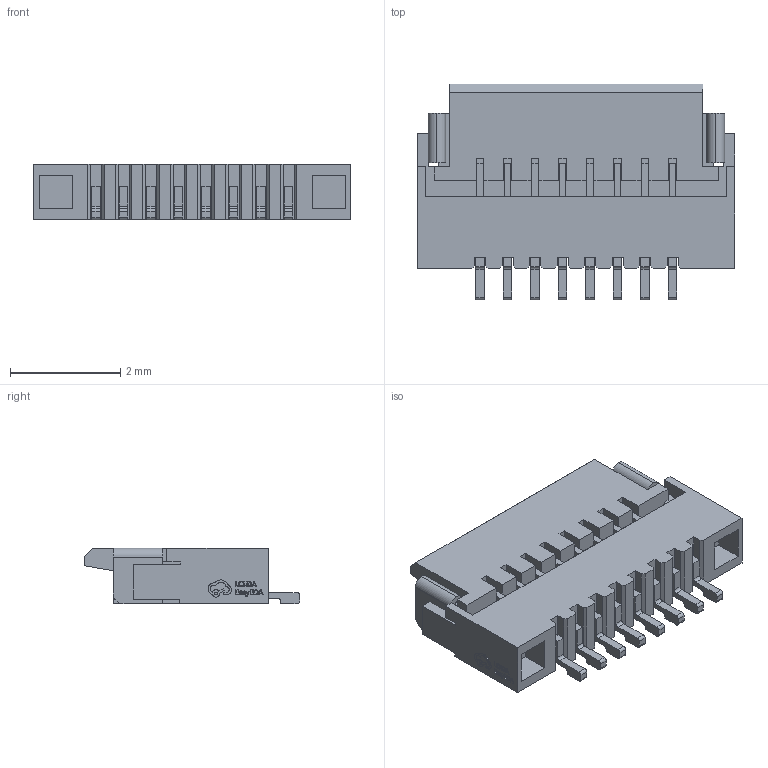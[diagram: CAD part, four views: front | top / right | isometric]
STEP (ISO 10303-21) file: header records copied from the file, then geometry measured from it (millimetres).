
FILE_DESCRIPTION (( 'STEP AP214' ), '1' );
FILE_NAME ('FPC-SMD_8P-P0.50_HCTL_HC-FPC-05-10-8RLTAG.STEP', '2022-12-17T06:43:54', ( '' ), ( '' ), 'SwSTEP 2.0', 'SolidWorks 2020', '' );
FILE_SCHEMA (( 'AUTOMOTIVE_DESIGN' ));
Length unit declared in the file: millimetre
Products named in the file (1): FPC-SMD_8P-P0.50_HCTL_HC-FPC-05-10-8RLTAG
Bounding box: 5.78 x 3.92 x 1.01 mm (x, y, z)
Volume: 12.4 mm3; surface area: 106.5 mm2
Topology: 4 solids, 4 shells, 703 faces, 1997 edges, 1330 vertices
Faces by surface type: plane 515, bspline 98, cylinder 90
Entity records: 30925 total; most frequent: CARTESIAN_POINT 5337, ORIENTED_EDGE 3994, DIRECTION 3189, EDGE_CURVE 1997, VECTOR 1617, LINE 1617, VERTEX_POINT 1330, AXIS2_PLACEMENT_3D 786
